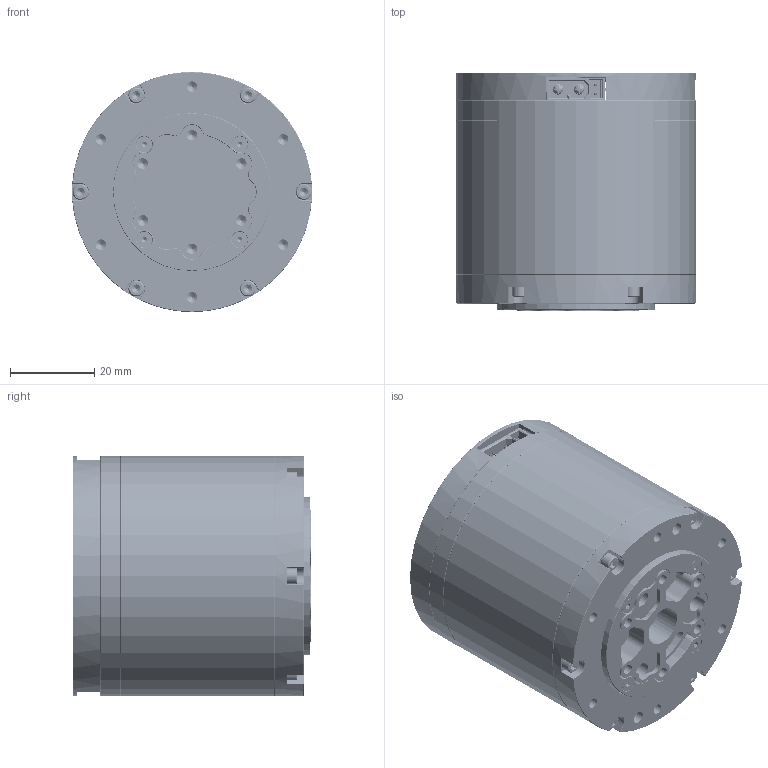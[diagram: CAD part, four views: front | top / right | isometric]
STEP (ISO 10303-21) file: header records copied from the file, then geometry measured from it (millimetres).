
FILE_DESCRIPTION((''),'2;1');
FILE_NAME('DM_4340_RAU_3505__0001','2025-04-07T15:07:25',('rw'),(''),'CREO PARAMETRIC BY PTC INC, 2020053','CREO PARAMETRIC BY PTC INC, 2020053','');
FILE_SCHEMA(('CONFIG_CONTROL_DESIGN'));
Length unit declared in the file: millimetre
Products named in the file (8): DM_4340_3D; 4340__3D_20240814_1_2_2; 4340_RAU_35050001; 4340__3D_20240814_1_2_3; M2_5-8; _M20001; _M2_50001; DM_4340_RAU_3505__0001
Assembly tree (18 placements, depth 2):
  DM_4340_RAU_3505__0001
    DM_4340_3D
    4340__3D_20240814_1_2_2
    4340_RAU_35050001
    4340__3D_20240814_1_2_3
    M2_5-8  x6
    _M20001  x4
    _M2_50001  x4
Bounding box: 57 x 56.5 x 57 mm (x, y, z)
Volume: 128741.3 mm3; surface area: 32871.6 mm2
Topology: 18 solids, 18 shells, 3038 faces, 8147 edges, 5212 vertices
Faces by surface type: plane 1229, cylinder 1096, cone 340, bspline 246, extrusion 81, torus 30, revolution 16
Entity records: 85841 total; most frequent: CARTESIAN_POINT 29449, ORIENTED_EDGE 11976, DIRECTION 11267, EDGE_CURVE 5988, VERTEX_POINT 3896, VECTOR 3773, AXIS2_PLACEMENT_3D 3739, LINE 3692
